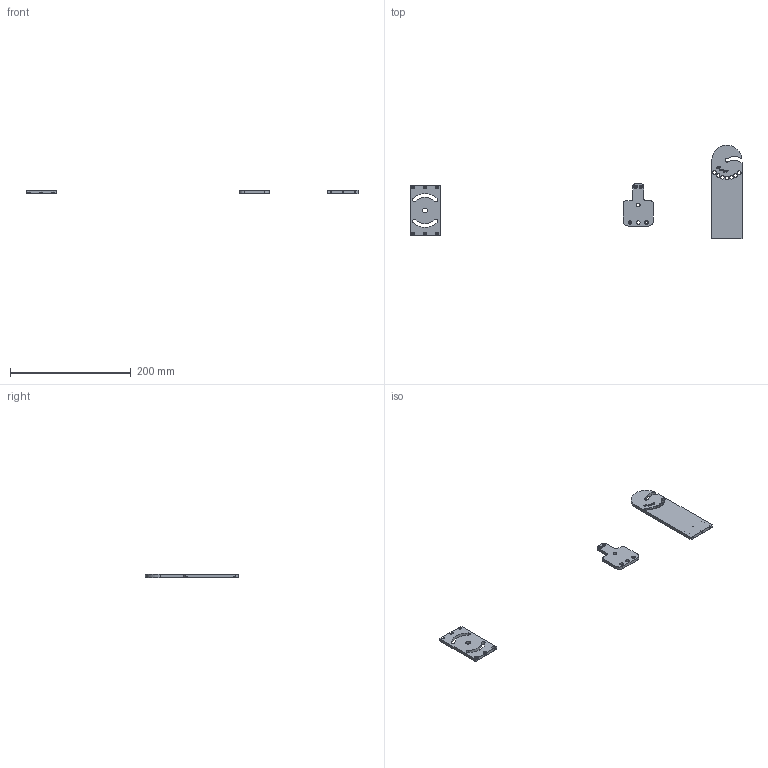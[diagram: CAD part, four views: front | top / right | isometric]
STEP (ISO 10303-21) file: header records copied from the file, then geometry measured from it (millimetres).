
FILE_DESCRIPTION(/* description */ (''),/* implementation_level */ '2;1');
FILE_NAME(/* name */ 'Staffa v27.step',/* time_stamp */ '2024-08-23T19:10:10+02:00',/* author */ (''),/* organization */ (''),/* preprocessor_version */ 'ST-DEVELOPER v20',/* originating_system */ 'Autodesk Translation Framework v13.14.0.145',/* authorisation */ '');
FILE_SCHEMA (('AUTOMOTIVE_DESIGN { 1 0 10303 214 3 1 1 }'));
Length unit declared in the file: millimetre
Products named in the file (1): Staffa
Bounding box: 550.48 x 154.97 x 5 mm (x, y, z)
Volume: 64816.6 mm3; surface area: 34370.2 mm2
Topology: 3 solids, 3 shells, 531 faces, 1446 edges, 964 vertices
Faces by surface type: bspline 330, plane 148, cylinder 53
Full cylindrical faces by diameter (mm): 2.8 x3, 3 x10, 5.8 x2, 6 x11, 8 x1
Entity records: 19925 total; most frequent: CARTESIAN_POINT 8552, ORIENTED_EDGE 2892, EDGE_CURVE 1446, DIRECTION 1296, VERTEX_POINT 964, LINE 680, VECTOR 680, B_SPLINE_CURVE_WITH_KNOTS 660
